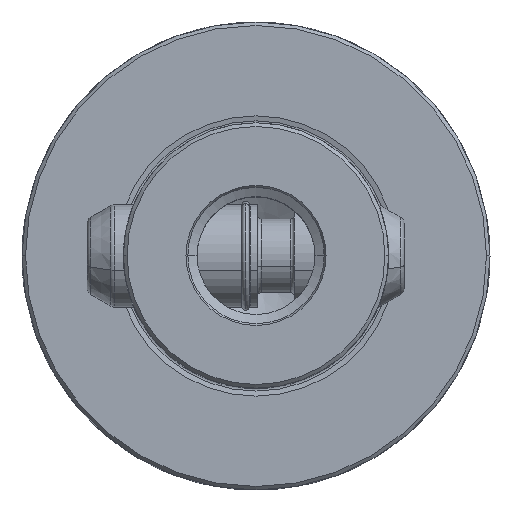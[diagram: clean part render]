
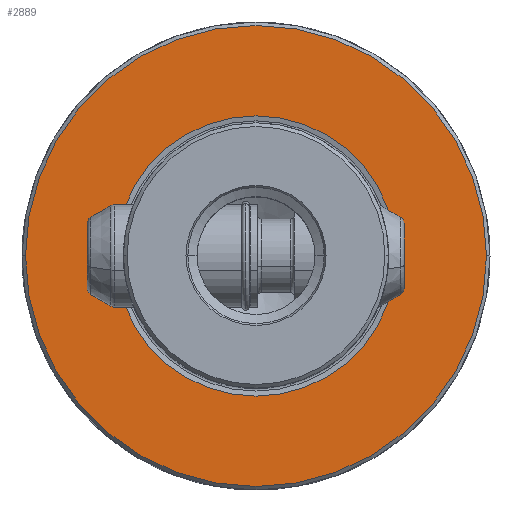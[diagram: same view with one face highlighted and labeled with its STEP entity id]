
A CAD part, top view. The second image highlights one B-rep face of the part: STEP entity #2889.
In plain terms, the highlighted planar face has unit normal (0, 0, 1).
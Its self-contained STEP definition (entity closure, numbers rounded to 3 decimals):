
#1193=EDGE_CURVE('NONE',#2909,#2599,#3382,.T.);
#1645=VERTEX_POINT('NONE',#3887);
#2043=EDGE_CURVE('NONE',#1645,#3233,#4335,.T.);
#2585=EDGE_CURVE('NONE',#2599,#2909,#4936,.T.);
#2599=VERTEX_POINT('NONE',#4952);
#2659=EDGE_CURVE('NONE',#3233,#1645,#5022,.T.);
#2889=ADVANCED_FACE('NONE',(#5277,#5278),#5279,.F.);
#2909=VERTEX_POINT('NONE',#5300);
#3233=VERTEX_POINT('NONE',#5656);
#3382=CIRCLE('',#5826,19.012);
#3887=CARTESIAN_POINT('',(-31.275,0.0,0.0));
#4335=CIRCLE('',#7670,31.275);
#4936=CIRCLE('',#8692,19.012);
#4952=CARTESIAN_POINT('',(19.012,0.0,0.0));
#5022=CIRCLE('',#8839,31.275);
#5277=FACE_OUTER_BOUND('',#9259,.T.);
#5278=FACE_BOUND('',#9260,.T.);
#5279=PLANE('',#9261);
#5300=CARTESIAN_POINT('',(-19.012,0.,0.0));
#5656=CARTESIAN_POINT('',(31.275,0.,0.0));
#5826=AXIS2_PLACEMENT_3D('',#10156,#10157,#10158);
#7670=AXIS2_PLACEMENT_3D('',#11290,#11291,#11292);
#8692=AXIS2_PLACEMENT_3D('',#12019,#12020,#12021);
#8839=AXIS2_PLACEMENT_3D('',#12134,#12135,#12136);
#9259=EDGE_LOOP('',(#12409,#12410));
#9260=EDGE_LOOP('',(#12411,#12412));
#9261=AXIS2_PLACEMENT_3D('',#12413,#12414,#12415);
#10156=CARTESIAN_POINT('',(0.0,0.0,0.0));
#10157=DIRECTION('',(0.0,0.0,1.0));
#10158=DIRECTION('',(-1.0,0.0,0.0));
#11290=CARTESIAN_POINT('',(0.0,0.0,0.0));
#11291=DIRECTION('',(0.0,0.0,-1.0));
#11292=DIRECTION('',(-1.0,0.0,0.0));
#12019=CARTESIAN_POINT('',(0.0,0.0,0.0));
#12020=DIRECTION('',(0.0,0.0,1.0));
#12021=DIRECTION('',(-1.0,0.0,0.0));
#12134=CARTESIAN_POINT('',(0.0,0.0,0.0));
#12135=DIRECTION('',(0.0,0.0,-1.0));
#12136=DIRECTION('',(-1.0,0.0,0.0));
#12409=ORIENTED_EDGE('',*,*,#2043,.F.);
#12410=ORIENTED_EDGE('',*,*,#2659,.F.);
#12411=ORIENTED_EDGE('',*,*,#2585,.F.);
#12412=ORIENTED_EDGE('',*,*,#1193,.F.);
#12413=CARTESIAN_POINT('',(0.0,31.75,0.0));
#12414=DIRECTION('',(0.0,0.0,-1.0));
#12415=DIRECTION('',(0.0,1.0,0.0));
